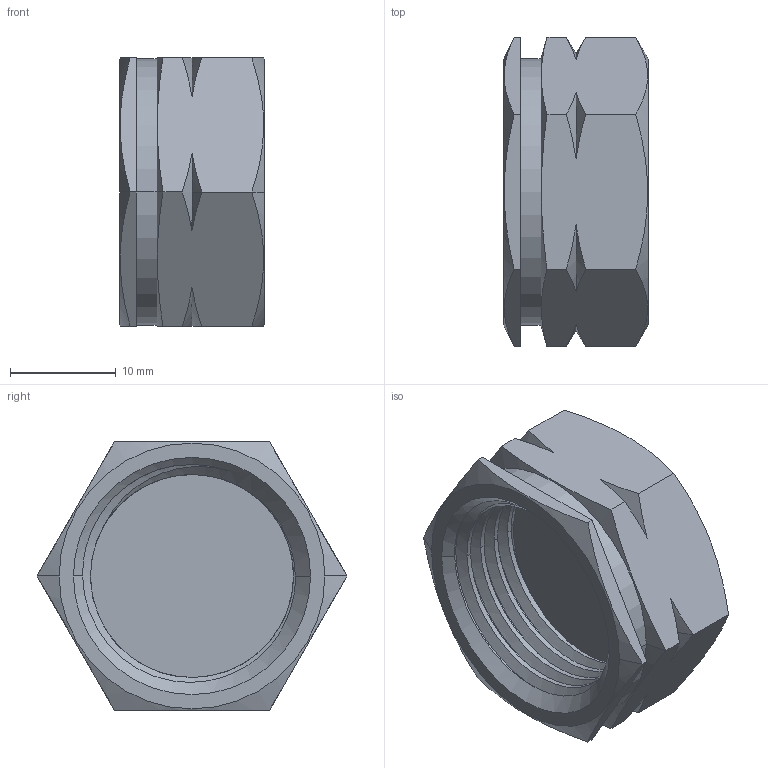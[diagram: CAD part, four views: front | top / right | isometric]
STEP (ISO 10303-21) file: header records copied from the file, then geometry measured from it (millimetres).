
FILE_DESCRIPTION (( 'STEP AP203' ), '1' );
FILE_NAME ('CAP-33BR-TC.STEP', '2025-10-16T19:36:10', ( '' ), ( '' ), 'SwSTEP 2.0', 'SolidWorks 2018', '' );
FILE_SCHEMA (( 'CONFIG_CONTROL_DESIGN' ));
Length unit declared in the file: inch
Products named in the file (3): PRT-000939; PRT-000267; CAP-33BR-TC
Assembly tree (2 placements, depth 2):
  CAP-33BR-TC
    PRT-000939
    PRT-000267
Bounding box: 13.72 x 29.33 x 25.4 mm (x, y, z)
Volume: 4883.1 mm3; surface area: 4099.3 mm2
Topology: 3 solids, 3 shells, 60 faces, 220 edges, 168 vertices
Faces by surface type: cone 22, plane 19, cylinder 15, bspline 4
Entity records: 5688 total; most frequent: CARTESIAN_POINT 3725, ORIENTED_EDGE 440, DIRECTION 226, EDGE_CURVE 220, VERTEX_POINT 168, B_SPLINE_CURVE_WITH_KNOTS 141, AXIS2_PLACEMENT_3D 86, EDGE_LOOP 62
